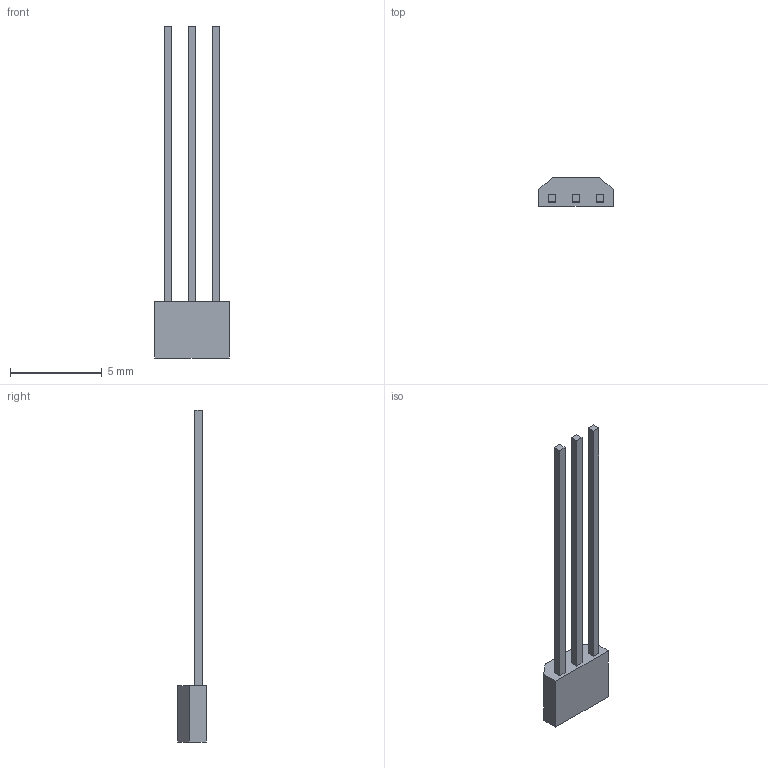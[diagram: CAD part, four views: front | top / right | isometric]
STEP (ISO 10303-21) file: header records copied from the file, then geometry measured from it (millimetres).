
FILE_DESCRIPTION (( 'STEP AP214' ), '1' );
FILE_NAME ('SS495A (Honeywell).STEP', '2022-10-08T14:34:21', ( '' ), ( '' ), 'SwSTEP 2.0', 'SolidWorks 2021', '' );
FILE_SCHEMA (( 'AUTOMOTIVE_DESIGN' ));
Length unit declared in the file: millimetre
Products named in the file (1): SS495A (Honeywell)
Bounding box: 4.06 x 1.55 x 18.06 mm (x, y, z)
Volume: 25.7 mm3; surface area: 121.2 mm2
Topology: 1 solids, 1 shells, 159 faces, 420 edges, 280 vertices
Faces by surface type: plane 95, bspline 64
Entity records: 9729 total; most frequent: CARTESIAN_POINT 4572, ORIENTED_EDGE 840, DIRECTION 484, EDGE_CURVE 420, LINE 292, VECTOR 292, VERTEX_POINT 280, EDGE_LOOP 176
